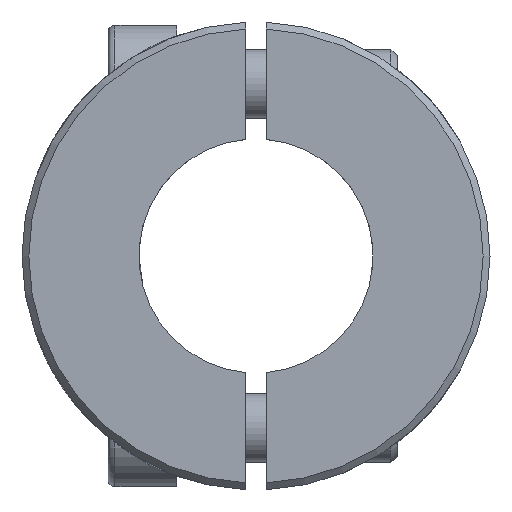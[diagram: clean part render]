
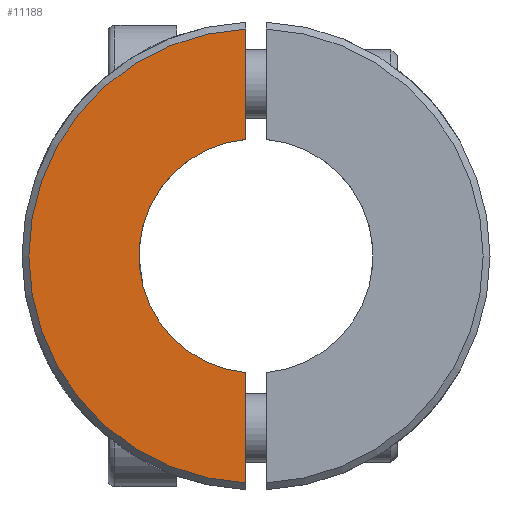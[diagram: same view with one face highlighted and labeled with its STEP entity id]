
A CAD part, left-side view. The second image highlights one B-rep face of the part: STEP entity #11188.
In plain terms, the highlighted planar face has unit normal (-1, 0, 0).
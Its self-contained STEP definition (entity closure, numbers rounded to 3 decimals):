
#116 = DIRECTION ( 'NONE',  ( 0., 0., 1. ) ) ;
#454 = DIRECTION ( 'NONE',  ( 0., 0., -1. ) ) ;
#1032 = CIRCLE ( 'NONE', #1234, 16.5 ) ;
#1234 = AXIS2_PLACEMENT_3D ( 'NONE', #13241, #3873, #6929 ) ;
#1756 = VERTEX_POINT ( 'NONE', #7858 ) ;
#2317 = VERTEX_POINT ( 'NONE', #13516 ) ;
#2788 = ORIENTED_EDGE ( 'NONE', *, *, #7414, .T. ) ;
#2957 = CARTESIAN_POINT ( 'NONE',  ( -25., 0.75, -17. ) ) ;
#3239 = CARTESIAN_POINT ( 'NONE',  ( -25., 0.75, -12.5 ) ) ;
#3699 = VECTOR ( 'NONE', #3851, 1000. ) ;
#3756 = DIRECTION ( 'NONE',  ( 0., 0., 1. ) ) ;
#3851 = DIRECTION ( 'NONE',  ( 0., 0., 1. ) ) ;
#3873 = DIRECTION ( 'NONE',  ( -1., 0., 0. ) ) ;
#4377 = LINE ( 'NONE', #3239, #5786 ) ;
#4408 = EDGE_LOOP ( 'NONE', ( #2788, #9574, #9696, #11853 ) ) ;
#4948 = AXIS2_PLACEMENT_3D ( 'NONE', #9212, #12156, #3756 ) ;
#5614 = DIRECTION ( 'NONE',  ( 1., 0., 0. ) ) ;
#5786 = VECTOR ( 'NONE', #116, 1000. ) ;
#6281 = AXIS2_PLACEMENT_3D ( 'NONE', #10999, #5614, #454 ) ;
#6622 = FACE_OUTER_BOUND ( 'NONE', #4408, .T. ) ;
#6929 = DIRECTION ( 'NONE',  ( 0., 0., -1. ) ) ;
#7414 = EDGE_CURVE ( 'NONE', #1756, #12454, #4377, .T. ) ;
#7858 = CARTESIAN_POINT ( 'NONE',  ( -25., 0.75, 8.467 ) ) ;
#7872 = EDGE_CURVE ( 'NONE', #1756, #2317, #7983, .T. ) ;
#7983 = CIRCLE ( 'NONE', #4948, 8.5 ) ;
#8189 = CARTESIAN_POINT ( 'NONE',  ( -25., 0.75, 16.483 ) ) ;
#8791 = VERTEX_POINT ( 'NONE', #10890 ) ;
#9212 = CARTESIAN_POINT ( 'NONE',  ( -25., 0., 0. ) ) ;
#9574 = ORIENTED_EDGE ( 'NONE', *, *, #11014, .T. ) ;
#9696 = ORIENTED_EDGE ( 'NONE', *, *, #11505, .T. ) ;
#9856 = PLANE ( 'NONE',  #6281 ) ;
#10890 = CARTESIAN_POINT ( 'NONE',  ( -25., 0.75, -16.483 ) ) ;
#10999 = CARTESIAN_POINT ( 'NONE',  ( -25., 8.5, 0. ) ) ;
#11014 = EDGE_CURVE ( 'NONE', #12454, #8791, #1032, .T. ) ;
#11188 = ADVANCED_FACE ( 'NONE', ( #6622 ), #9856, .F. ) ;
#11505 = EDGE_CURVE ( 'NONE', #8791, #2317, #13426, .T. ) ;
#11853 = ORIENTED_EDGE ( 'NONE', *, *, #7872, .F. ) ;
#12156 = DIRECTION ( 'NONE',  ( -1., 0., 0. ) ) ;
#12454 = VERTEX_POINT ( 'NONE', #8189 ) ;
#13241 = CARTESIAN_POINT ( 'NONE',  ( -25., 0., 0. ) ) ;
#13426 = LINE ( 'NONE', #2957, #3699 ) ;
#13516 = CARTESIAN_POINT ( 'NONE',  ( -25., 0.75, -8.467 ) ) ;
